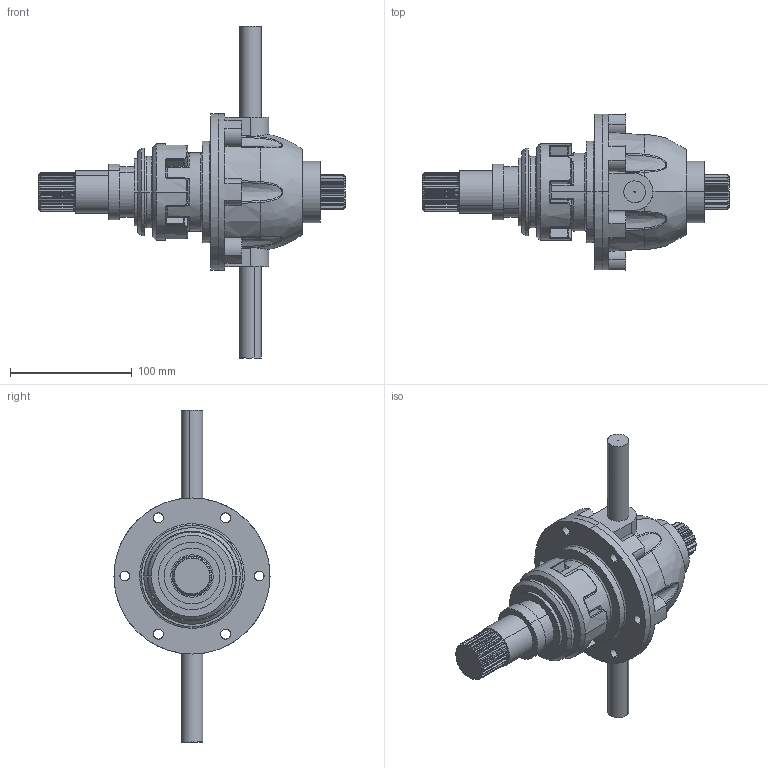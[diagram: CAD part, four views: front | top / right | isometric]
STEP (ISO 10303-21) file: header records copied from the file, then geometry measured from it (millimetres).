
FILE_DESCRIPTION(('FreeCAD Model'),'2;1');
FILE_NAME('Open CASCADE Shape Model','2025-05-04T19:15:49',('FreeCAD'),( 'FreeCAD'),'Open CASCADE STEP processor 7.6','FreeCAD','Unknown');
FILE_SCHEMA(('AUTOMOTIVE_DESIGN { 1 0 10303 214 1 1 1 1 }'));
Products named in the file (1): Open CASCADE STEP translator 7.6 1
Bounding box: 251.26 x 128.12 x 272.59 mm (x, y, z)
Volume: 721546.9 mm3; surface area: 202821.5 mm2
Topology: 8 solids, 8 shells, 2297 faces, 6434 edges, 4146 vertices
Faces by surface type: bspline 2297
Entity records: 96663 total; most frequent: CARTESIAN_POINT 61699, ORIENTED_EDGE 12820, EDGE_CURVE 6410, B_SPLINE_CURVE_WITH_KNOTS 4387, VERTEX_POINT 4146, FACE_BOUND 2358, EDGE_LOOP 2358, ADVANCED_FACE 2297
